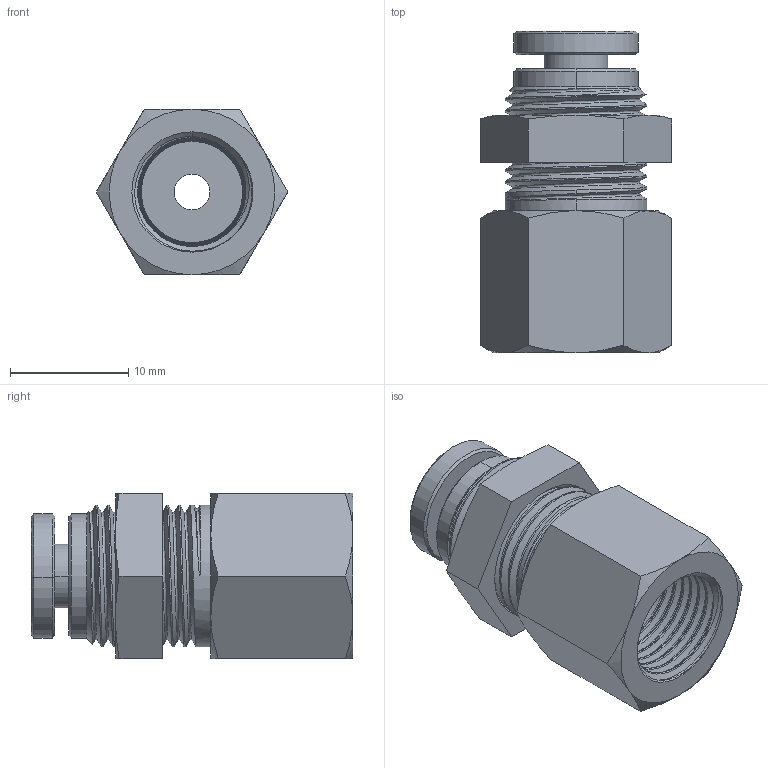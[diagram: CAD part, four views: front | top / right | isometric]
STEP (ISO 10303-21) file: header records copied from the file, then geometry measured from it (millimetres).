
FILE_DESCRIPTION (( 'STEP AP214' ), '1' );
FILE_NAME ('BCS4R1-8W.STEP', '2018-07-11T20:36:42', ( '' ), ( '' ), 'SwSTEP 2.0', 'SolidWorks 2016', '' );
FILE_SCHEMA (( 'AUTOMOTIVE_DESIGN' ));
Length unit declared in the file: millimetre
Products named in the file (1): BCS4R1-8W
Bounding box: 16.17 x 27.19 x 14 mm (x, y, z)
Volume: 2699.4 mm3; surface area: 3961.3 mm2
Topology: 7 solids, 7 shells, 375 faces, 1228 edges, 872 vertices
Faces by surface type: cone 146, plane 111, cylinder 84, bspline 32, torus 2
Entity records: 29812 total; most frequent: CARTESIAN_POINT 15829, ORIENTED_EDGE 2456, DIRECTION 1550, EDGE_CURVE 1228, VERTEX_POINT 872, B_SPLINE_CURVE_WITH_KNOTS 640, AXIS2_PLACEMENT_3D 636, EDGE_LOOP 394
